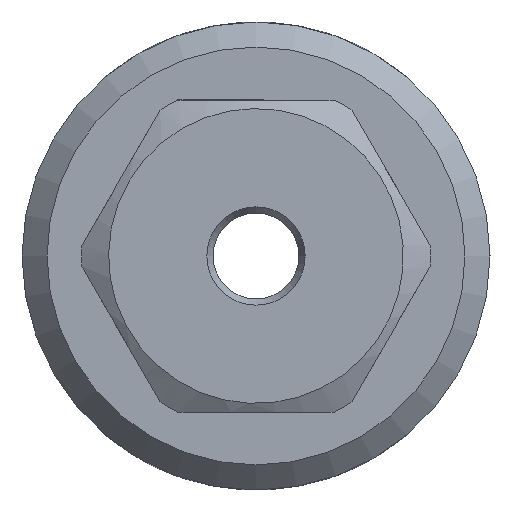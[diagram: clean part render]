
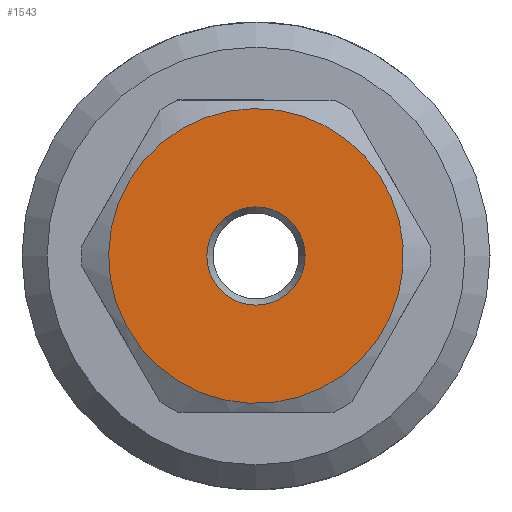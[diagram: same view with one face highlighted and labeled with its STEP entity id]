
A CAD part, left-side view. The second image highlights one B-rep face of the part: STEP entity #1543.
In plain terms, the highlighted planar face has unit normal (-1, 0, 0).
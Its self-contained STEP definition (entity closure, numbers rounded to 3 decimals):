
#1370=CARTESIAN_POINT('',(-7.92,1.5,2.598));
#1371=VERTEX_POINT('',#1370);
#1372=CARTESIAN_POINT('',(-7.92,0.,0.));
#1373=DIRECTION('',(1.0,0.,0.));
#1374=DIRECTION('',(0.,-0.5,-0.866));
#1375=AXIS2_PLACEMENT_3D('',#1372,#1373,#1374);
#1376=CIRCLE('',#1375,3.0);
#1377=EDGE_CURVE('',#1371,#1371,#1376,.T.);
#1509=CARTESIAN_POINT('',(-7.92,-0.5,-0.866));
#1510=VERTEX_POINT('',#1509);
#1511=CARTESIAN_POINT('',(-7.92,0.,0.));
#1512=DIRECTION('',(1.0,0.,0.));
#1513=DIRECTION('',(0.,-0.5,-0.866));
#1514=AXIS2_PLACEMENT_3D('',#1511,#1512,#1513);
#1515=CIRCLE('',#1514,1.0);
#1516=EDGE_CURVE('',#1510,#1510,#1515,.T.);
#1532=CARTESIAN_POINT('',(-7.92,0.887,1.537));
#1533=DIRECTION('',(-1.0,0.0,0.0));
#1534=DIRECTION('',(0.0,-0.866,0.5));
#1535=AXIS2_PLACEMENT_3D('',#1532,#1533,#1534);
#1536=PLANE('',#1535);
#1537=ORIENTED_EDGE('',*,*,#1377,.F.);
#1538=EDGE_LOOP('',(#1537));
#1539=FACE_OUTER_BOUND('',#1538,.T.);
#1540=ORIENTED_EDGE('',*,*,#1516,.T.);
#1541=EDGE_LOOP('',(#1540));
#1542=FACE_BOUND('',#1541,.T.);
#1543=ADVANCED_FACE('',(#1539,#1542),#1536,.T.);
